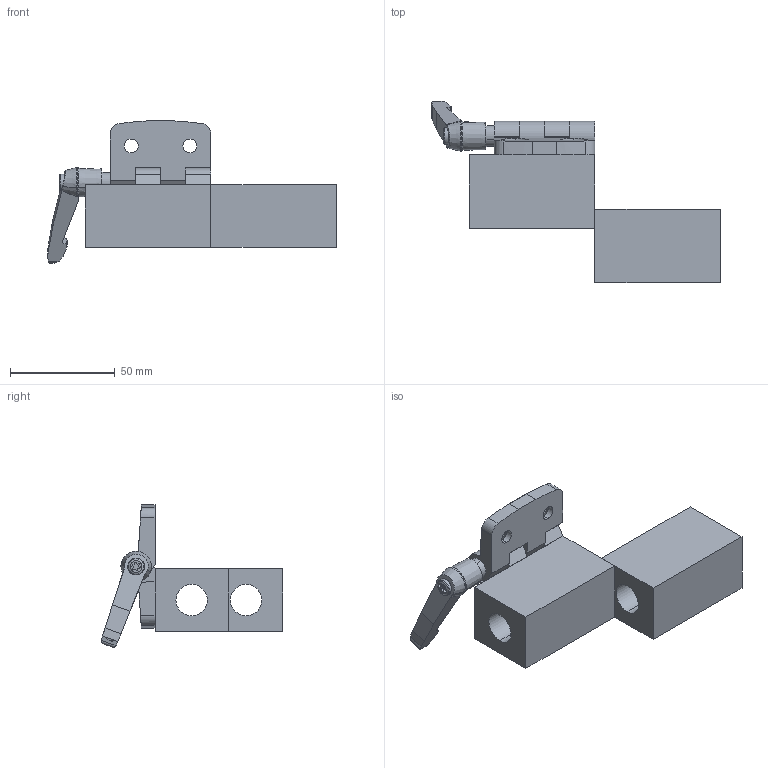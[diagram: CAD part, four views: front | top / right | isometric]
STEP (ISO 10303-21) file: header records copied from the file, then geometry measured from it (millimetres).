
FILE_DESCRIPTION (( 'STEP AP214' ), '1' );
FILE_NAME ('DummyBaugruppe.STEP', '2016-07-01T09:02:54', ( 'adlatus' ), ( '' ), 'SwSTEP 2.0', 'SolidWorks 2016', '' );
FILE_SCHEMA (( 'AUTOMOTIVE_DESIGN' ));
Length unit declared in the file: millimetre
Products named in the file (11): _06600-1061__Änderungen; _27853-301818_rechts_Änderungen; _27853-301818_0_links_Änderungen; Motorgehäuse; DummyBaugruppe; 27853-301818_0_Änderungen
Assembly tree (6 placements, depth 3):
  _06600-1061__Änderungen
  _27853-301818_rechts_Änderungen
  _27853-301818_0_links_Änderungen
  Motorgehäuse
  Motorgehäuse
Bounding box: 138 x 86.66 x 67.98 mm (x, y, z)
Volume: 130694.4 mm3; surface area: 38808.5 mm2
Topology: 5 solids, 5 shells, 215 faces, 562 edges, 365 vertices
Faces by surface type: cylinder 95, plane 92, cone 21, bspline 7
Entity records: 9200 total; most frequent: CARTESIAN_POINT 1627, ORIENTED_EDGE 1084, DIRECTION 1070, EDGE_CURVE 542, AXIS2_PLACEMENT_3D 379, VERTEX_POINT 353, VECTOR 312, LINE 312
